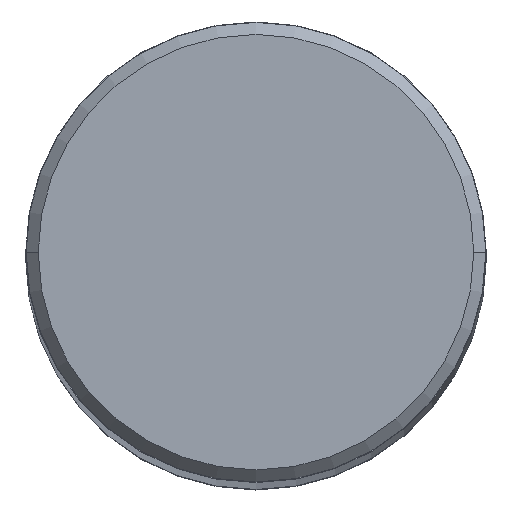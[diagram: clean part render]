
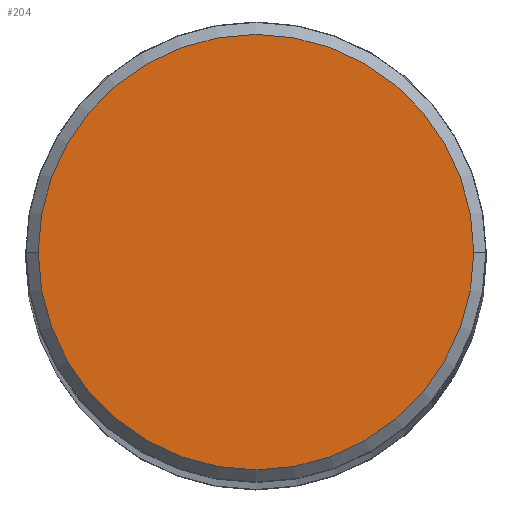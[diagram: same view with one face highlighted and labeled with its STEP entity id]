
A CAD part, top view. The second image highlights one B-rep face of the part: STEP entity #204.
In plain terms, the highlighted planar face has unit normal (0, 0, 1).
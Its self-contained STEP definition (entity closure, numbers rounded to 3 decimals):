
#139=FACE_OUTER_BOUND('',#279,.T.);
#204=ADVANCED_FACE('',(#139),#236,.F.);
#236=PLANE('',#1285);
#279=EDGE_LOOP('',(#455,#456));
#455=ORIENTED_EDGE('',*,*,#747,.T.);
#456=ORIENTED_EDGE('',*,*,#748,.T.);
#633=VERTEX_POINT('',#2021);
#634=VERTEX_POINT('',#2022);
#747=EDGE_CURVE('',#633,#634,#878,.T.);
#748=EDGE_CURVE('',#634,#633,#879,.T.);
#878=CIRCLE('',#1283,18.011);
#879=CIRCLE('',#1284,18.011);
#1283=AXIS2_PLACEMENT_3D('',#2020,#1602,#1603);
#1284=AXIS2_PLACEMENT_3D('',#2023,#1604,#1605);
#1285=AXIS2_PLACEMENT_3D('',#2024,#1606,#1607);
#1602=DIRECTION('',(0.,0.,1.));
#1603=DIRECTION('',(-1.,0.,0.));
#1604=DIRECTION('',(0.,0.,1.));
#1605=DIRECTION('',(1.,0.,0.));
#1606=DIRECTION('',(0.,0.,-1.));
#1607=DIRECTION('',(1.,0.,0.));
#2020=CARTESIAN_POINT('',(0.,0.,0.));
#2021=CARTESIAN_POINT('',(-18.011,0.,0.));
#2022=CARTESIAN_POINT('',(18.011,0.,0.));
#2023=CARTESIAN_POINT('',(0.,0.,0.));
#2024=CARTESIAN_POINT('',(0.,0.,0.));
